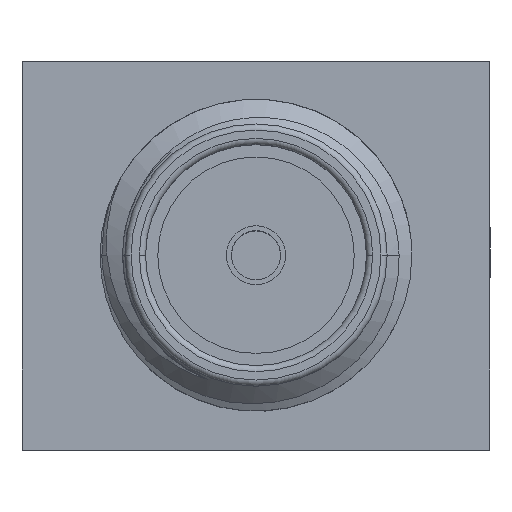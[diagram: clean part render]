
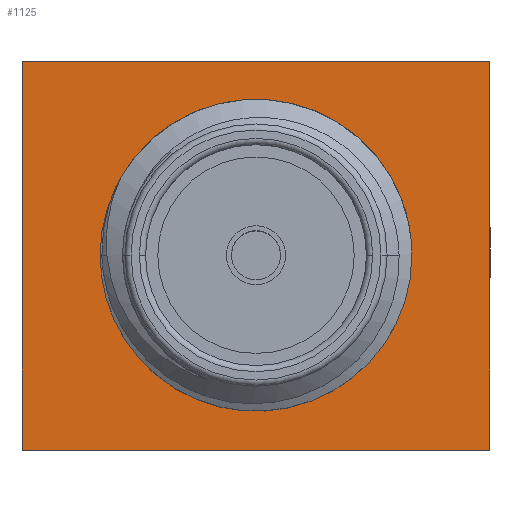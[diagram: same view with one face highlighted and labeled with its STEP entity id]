
A CAD part, top view. The second image highlights one B-rep face of the part: STEP entity #1125.
In plain terms, the highlighted planar face has unit normal (0, 0, 1).
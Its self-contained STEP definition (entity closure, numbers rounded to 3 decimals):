
#123 = CARTESIAN_POINT ( 'NONE',  ( -4.765, 3.96, 0. ) ) ;
#237 = DIRECTION ( 'NONE',  ( 0., 0., 1. ) ) ;
#260 = ORIENTED_EDGE ( 'NONE', *, *, #1032, .F. ) ;
#336 = ORIENTED_EDGE ( 'NONE', *, *, #982, .T. ) ;
#467 = VERTEX_POINT ( 'NONE', #1151 ) ;
#528 = EDGE_LOOP ( 'NONE', ( #3050, #2618 ) ) ;
#639 = CARTESIAN_POINT ( 'NONE',  ( 0., 3.96, 0. ) ) ;
#651 = LINE ( 'NONE', #693, #1939 ) ;
#653 = EDGE_LOOP ( 'NONE', ( #654, #1454, #260, #336 ) ) ;
#654 = ORIENTED_EDGE ( 'NONE', *, *, #860, .T. ) ;
#659 = VERTEX_POINT ( 'NONE', #123 ) ;
#693 = CARTESIAN_POINT ( 'NONE',  ( 4.765, 0., 0. ) ) ;
#792 = AXIS2_PLACEMENT_3D ( 'NONE', #1491, #237, #1718 ) ;
#821 = FACE_OUTER_BOUND ( 'NONE', #653, .T. ) ;
#860 = EDGE_CURVE ( 'NONE', #2234, #467, #651, .T. ) ;
#895 = EDGE_CURVE ( 'NONE', #3200, #2131, #2555, .T. ) ;
#905 = FACE_BOUND ( 'NONE', #528, .T. ) ;
#982 = EDGE_CURVE ( 'NONE', #2664, #2234, #1041, .T. ) ;
#1032 = EDGE_CURVE ( 'NONE', #2664, #659, #1513, .T. ) ;
#1041 = LINE ( 'NONE', #3349, #2251 ) ;
#1090 = CARTESIAN_POINT ( 'NONE',  ( 4.765, -3.96, 0. ) ) ;
#1098 = EDGE_CURVE ( 'NONE', #659, #467, #1246, .T. ) ;
#1104 = CIRCLE ( 'NONE', #3374, 2.67 ) ;
#1125 = ADVANCED_FACE ( 'NONE', ( #905, #821 ), #2534, .F. ) ;
#1150 = DIRECTION ( 'NONE',  ( 0., 1., 0. ) ) ;
#1151 = CARTESIAN_POINT ( 'NONE',  ( 4.765, 3.96, 0. ) ) ;
#1246 = LINE ( 'NONE', #639, #1894 ) ;
#1309 = DIRECTION ( 'NONE',  ( 0., 0., 1. ) ) ;
#1396 = CARTESIAN_POINT ( 'NONE',  ( 0., 0., 0. ) ) ;
#1454 = ORIENTED_EDGE ( 'NONE', *, *, #1098, .F. ) ;
#1491 = CARTESIAN_POINT ( 'NONE',  ( 0., 0., 0. ) ) ;
#1513 = LINE ( 'NONE', #2786, #2074 ) ;
#1640 = DIRECTION ( 'NONE',  ( 0., 1., 0. ) ) ;
#1689 = EDGE_CURVE ( 'NONE', #2131, #3200, #1104, .T. ) ;
#1718 = DIRECTION ( 'NONE',  ( 0., 1., 0. ) ) ;
#1753 = CARTESIAN_POINT ( 'NONE',  ( 0., 0., 0. ) ) ;
#1849 = CARTESIAN_POINT ( 'NONE',  ( 2.67, 0., 0. ) ) ;
#1894 = VECTOR ( 'NONE', #3006, 1000. ) ;
#1896 = AXIS2_PLACEMENT_3D ( 'NONE', #1753, #2195, #2229 ) ;
#1939 = VECTOR ( 'NONE', #3278, 1000. ) ;
#2074 = VECTOR ( 'NONE', #1640, 1000. ) ;
#2131 = VERTEX_POINT ( 'NONE', #1849 ) ;
#2195 = DIRECTION ( 'NONE',  ( 0., 0., -1. ) ) ;
#2229 = DIRECTION ( 'NONE',  ( 0., 1., 0. ) ) ;
#2234 = VERTEX_POINT ( 'NONE', #1090 ) ;
#2251 = VECTOR ( 'NONE', #3310, 1000. ) ;
#2534 = PLANE ( 'NONE',  #1896 ) ;
#2555 = CIRCLE ( 'NONE', #792, 2.67 ) ;
#2618 = ORIENTED_EDGE ( 'NONE', *, *, #895, .F. ) ;
#2664 = VERTEX_POINT ( 'NONE', #2935 ) ;
#2786 = CARTESIAN_POINT ( 'NONE',  ( -4.765, 0., 0. ) ) ;
#2935 = CARTESIAN_POINT ( 'NONE',  ( -4.765, -3.96, 0. ) ) ;
#3006 = DIRECTION ( 'NONE',  ( 1., 0., 0. ) ) ;
#3050 = ORIENTED_EDGE ( 'NONE', *, *, #1689, .F. ) ;
#3200 = VERTEX_POINT ( 'NONE', #3270 ) ;
#3270 = CARTESIAN_POINT ( 'NONE',  ( -2.67, 0., 0. ) ) ;
#3278 = DIRECTION ( 'NONE',  ( 0., 1., 0. ) ) ;
#3310 = DIRECTION ( 'NONE',  ( 1., 0., 0. ) ) ;
#3349 = CARTESIAN_POINT ( 'NONE',  ( 0., -3.96, 0. ) ) ;
#3374 = AXIS2_PLACEMENT_3D ( 'NONE', #1396, #1309, #1150 ) ;
